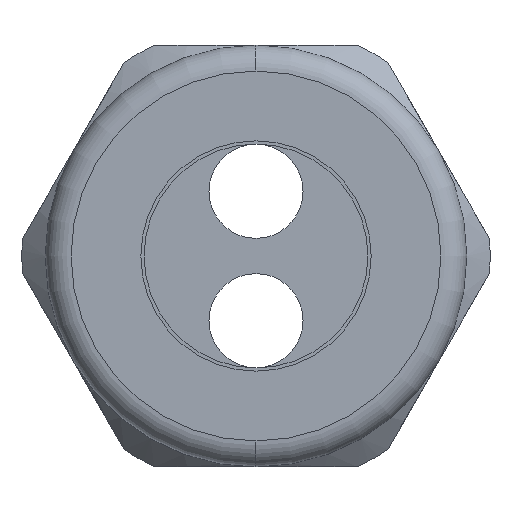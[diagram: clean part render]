
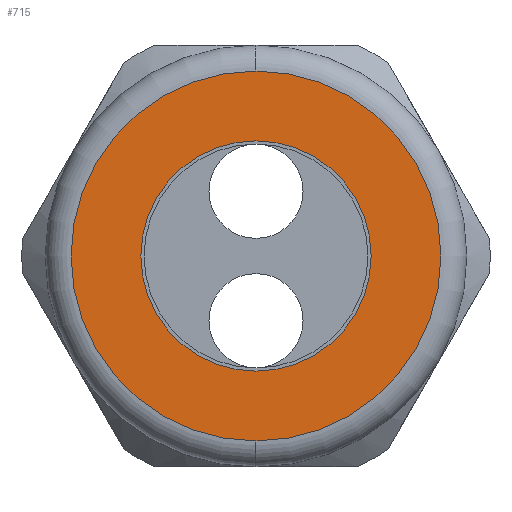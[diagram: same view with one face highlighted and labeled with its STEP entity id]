
A CAD part, left-side view. The second image highlights one B-rep face of the part: STEP entity #715.
In plain terms, the highlighted planar face has unit normal (-1, 0, 0).
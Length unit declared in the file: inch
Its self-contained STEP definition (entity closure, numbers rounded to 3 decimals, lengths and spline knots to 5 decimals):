
#639 = EDGE_LOOP ( 'NONE', ( #640, #641 ) ) ;
#640 = ORIENTED_EDGE ( 'NONE', *, *, #3640, .T. ) ;
#641 = ORIENTED_EDGE ( 'NONE', *, *, #642, .T. ) ;
#642 = EDGE_CURVE ( 'NONE', #3645, #3633, #2599, .T. ) ;
#643 = EDGE_LOOP ( 'NONE', ( #644, #645 ) ) ;
#644 = ORIENTED_EDGE ( 'NONE', *, *, #660, .T. ) ;
#645 = ORIENTED_EDGE ( 'NONE', *, *, #3685, .T. ) ;
#660 = EDGE_CURVE ( 'NONE', #3689, #3690, #2639, .T. ) ;
#715 = ADVANCED_FACE ( 'NONE', ( #2789, #2788 ), #2787, .T. ) ;
#2595 = DIRECTION ( 'NONE',  ( 0., 0., 1. ) ) ;
#2596 = DIRECTION ( 'NONE',  ( -1., 0., 0. ) ) ;
#2597 = CARTESIAN_POINT ( 'NONE',  ( -1.53, 0., 0. ) ) ;
#2598 = AXIS2_PLACEMENT_3D ( 'NONE', #2597, #2596, #2595 ) ;
#2599 = CIRCLE ( 'NONE', #2598, 0.57 ) ;
#2631 = DIRECTION ( 'NONE',  ( 0., 0., -1. ) ) ;
#2632 = DIRECTION ( 'NONE',  ( 1., 0., 0. ) ) ;
#2633 = CARTESIAN_POINT ( 'NONE',  ( -1.53, 0., 0. ) ) ;
#2634 = AXIS2_PLACEMENT_3D ( 'NONE', #2633, #2632, #2631 ) ;
#2639 = CIRCLE ( 'NONE', #2634, 0.355 ) ;
#2783 = DIRECTION ( 'NONE',  ( 0., 0., 1. ) ) ;
#2784 = DIRECTION ( 'NONE',  ( -1., 0., 0. ) ) ;
#2785 = CARTESIAN_POINT ( 'NONE',  ( -1.53, 0.65, 0. ) ) ;
#2786 = AXIS2_PLACEMENT_3D ( 'NONE', #2785, #2784, #2783 ) ;
#2787 = PLANE ( 'NONE',  #2786 ) ;
#2788 = FACE_BOUND ( 'NONE', #643, .T. ) ;
#2789 = FACE_OUTER_BOUND ( 'NONE', #639, .T. ) ;
#3633 = VERTEX_POINT ( 'NONE', #4711 ) ;
#3640 = EDGE_CURVE ( 'NONE', #3633, #3645, #4701, .T. ) ;
#3645 = VERTEX_POINT ( 'NONE', #4689 ) ;
#3685 = EDGE_CURVE ( 'NONE', #3690, #3689, #4805, .T. ) ;
#3689 = VERTEX_POINT ( 'NONE', #4795 ) ;
#3690 = VERTEX_POINT ( 'NONE', #4794 ) ;
#4689 = CARTESIAN_POINT ( 'NONE',  ( -1.53, 0., -0.57 ) ) ;
#4697 = DIRECTION ( 'NONE',  ( 0., 0., 1. ) ) ;
#4698 = DIRECTION ( 'NONE',  ( -1., 0., 0. ) ) ;
#4699 = CARTESIAN_POINT ( 'NONE',  ( -1.53, 0., 0. ) ) ;
#4700 = AXIS2_PLACEMENT_3D ( 'NONE', #4699, #4698, #4697 ) ;
#4701 = CIRCLE ( 'NONE', #4700, 0.57 ) ;
#4711 = CARTESIAN_POINT ( 'NONE',  ( -1.53, 0., 0.57 ) ) ;
#4794 = CARTESIAN_POINT ( 'NONE',  ( -1.53, 0., 0.355 ) ) ;
#4795 = CARTESIAN_POINT ( 'NONE',  ( -1.53, 0., -0.355 ) ) ;
#4801 = DIRECTION ( 'NONE',  ( 0., 0., -1. ) ) ;
#4802 = DIRECTION ( 'NONE',  ( 1., 0., 0. ) ) ;
#4803 = CARTESIAN_POINT ( 'NONE',  ( -1.53, 0., 0. ) ) ;
#4804 = AXIS2_PLACEMENT_3D ( 'NONE', #4803, #4802, #4801 ) ;
#4805 = CIRCLE ( 'NONE', #4804, 0.355 ) ;
